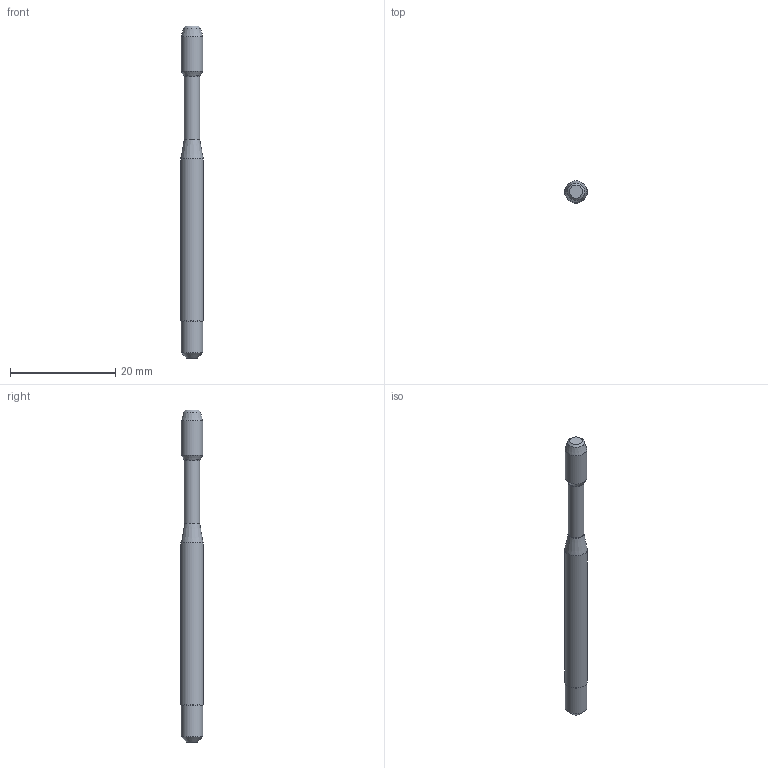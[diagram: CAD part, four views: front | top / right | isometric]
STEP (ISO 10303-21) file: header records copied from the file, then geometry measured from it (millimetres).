
FILE_DESCRIPTION(/* description */ (''),/* implementation_level */ '2;1');
FILE_NAME(/* name */ 'D605_20221017_071841_TB_1.STP',/* time_stamp */ '2022-10-17T07:20:14+02:00',/* author */ (''),/* organization */ ('SMS'),/* preprocessor_version */ 'ST-DEVELOPER v16.7',/* originating_system */ 'SIEMENS PLM Software NX 12.0',/* authorisation */ '');
FILE_SCHEMA (('AUTOMOTIVE_DESIGN { 1 0 10303 214 3 1 1 1 }'));
Length unit declared in the file: millimetre
Products named in the file (1): D605_20221017_071841_TB_1
Bounding box: 4.27 x 4.27 x 63.1 mm (x, y, z)
Volume: 765.5 mm3; surface area: 789.2 mm2
Topology: 1 solids, 1 shells, 14 faces, 72 edges, 109 vertices
Faces by surface type: cone 6, cylinder 4, torus 2, plane 2
Full cylindrical faces by diameter (mm): 2.97 x1, 4.095 x1, 4.096 x1, 4.267 x1
Entity records: 717 total; most frequent: DIRECTION 97, CARTESIAN_POINT 90, STYLED_ITEM 50, PRESENTATION_STYLE_ASSIGNMENT 50, CURVE_STYLE 41, DRAUGHTING_PRE_DEFINED_CURVE_FONT 41, TRIMMED_CURVE 41, LINE 41
